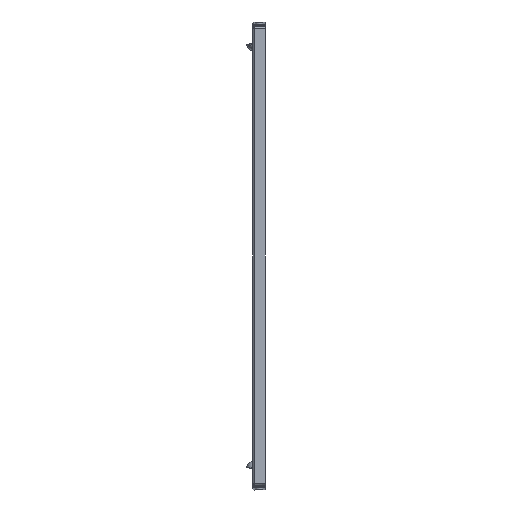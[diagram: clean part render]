
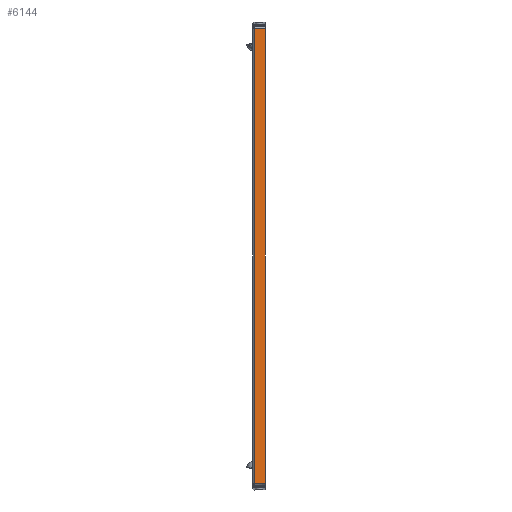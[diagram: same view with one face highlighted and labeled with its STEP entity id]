
A CAD part, front view. The second image highlights one B-rep face of the part: STEP entity #6144.
In plain terms, the highlighted planar face has unit normal (0.035, -0.999, 0).
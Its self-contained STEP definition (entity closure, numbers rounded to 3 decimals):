
#1719=DIRECTION('',(-0.999,-0.035,0.035));
#1720=VECTOR('',#1719,17.952);
#1721=CARTESIAN_POINT('',(20.,-303.802,214.903));
#1722=LINE('',#1721,#1720);
#1723=DIRECTION('',(0.,0.,1.));
#1724=VECTOR('',#1723,729.807);
#1725=CARTESIAN_POINT('',(20.,-303.802,
-514.903));
#1726=LINE('',#1725,#1724);
#1727=DIRECTION('',(0.999,0.035,0.035));
#1728=VECTOR('',#1727,17.952);
#1729=CARTESIAN_POINT('',(2.07,-304.428,
-515.53));
#1730=LINE('',#1729,#1728);
#1731=DIRECTION('',(0.,0.,1.));
#1732=VECTOR('',#1731,731.059);
#1733=CARTESIAN_POINT('',(2.07,-304.428,
-515.53));
#1734=LINE('',#1733,#1732);
#1773=CARTESIAN_POINT('',(2.07,-304.428,215.53));
#1843=CARTESIAN_POINT('',(20.,-303.802,214.903));
#3519=VERTEX_POINT('',#1843);
#3520=CARTESIAN_POINT('',(20.,-303.802,
-514.903));
#3521=VERTEX_POINT('',#3520);
#3586=VERTEX_POINT('',#1773);
#3587=CARTESIAN_POINT('',(2.07,-304.428,
-515.53));
#3588=VERTEX_POINT('',#3587);
#6131=CARTESIAN_POINT('',(0.,-304.5,0.));
#6132=DIRECTION('',(0.035,-0.999,0.));
#6133=DIRECTION('',(0.,0.,1.));
#6134=AXIS2_PLACEMENT_3D('',#6131,#6132,#6133);
#6135=PLANE('',#6134);
#6137=ORIENTED_EDGE('',*,*,#6136,.T.);
#6139=ORIENTED_EDGE('',*,*,#6138,.F.);
#6140=ORIENTED_EDGE('',*,*,#4484,.F.);
#6141=ORIENTED_EDGE('',*,*,#6122,.F.);
#6142=EDGE_LOOP('',(#6137,#6139,#6140,#6141));
#6143=FACE_OUTER_BOUND('',#6142,.F.);
#6144=ADVANCED_FACE('',(#6143),#6135,.T.);
#4484=EDGE_CURVE('',#3521,#3519,#1726,.T.);
#6122=EDGE_CURVE('',#3588,#3521,#1730,.T.);
#6136=EDGE_CURVE('',#3588,#3586,#1734,.T.);
#6138=EDGE_CURVE('',#3519,#3586,#1722,.T.);
